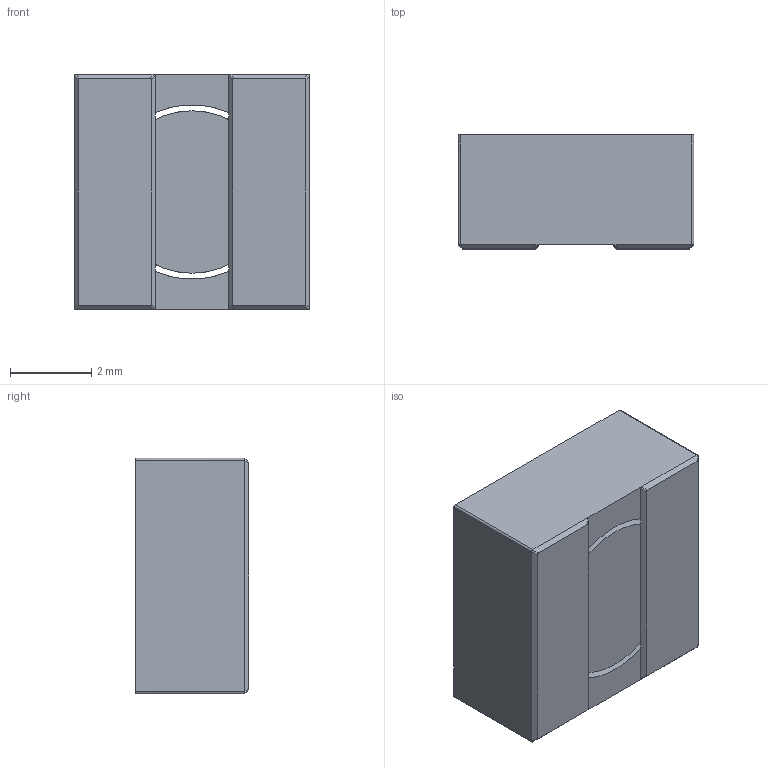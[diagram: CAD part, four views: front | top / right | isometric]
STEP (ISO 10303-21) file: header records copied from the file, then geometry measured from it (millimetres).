
FILE_DESCRIPTION(('STEP AP242'),'1');
FILE_NAME('srr5028-390y.stp','2022-09-27T20:52:29',('TraceParts'),('TraceParts S.A.'),'Spatial InterOp 3D',' ',' ');
FILE_SCHEMA(('AP242_MANAGED_MODEL_BASED_3D_ENGINEERING_MIM_LF {1 0 10303 442 1 1 4}'));
Length unit declared in the file: millimetre
Products named in the file (1): srr5028-390y
Bounding box: 5.8 x 2.8 x 5.8 mm (x, y, z)
Volume: 86.9 mm3; surface area: 203.3 mm2
Topology: 1 solids, 1 shells, 51 faces, 144 edges, 92 vertices
Faces by surface type: plane 25, cylinder 22, cone 4
Entity records: 1723 total; most frequent: CARTESIAN_POINT 404, ORIENTED_EDGE 288, DIRECTION 258, EDGE_CURVE 144, VERTEX_POINT 92, AXIS2_PLACEMENT_3D 90, LINE 78, VECTOR 78
